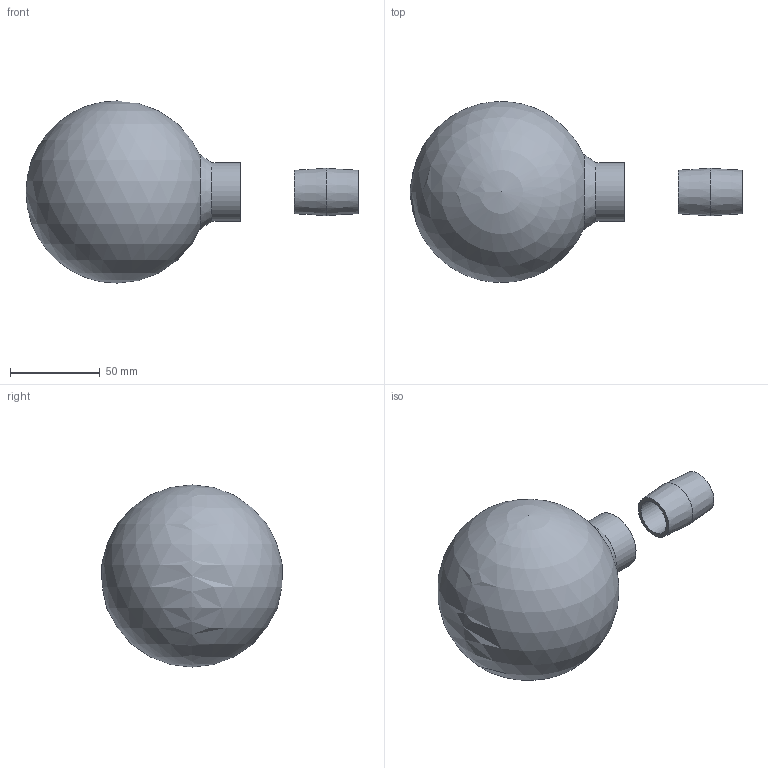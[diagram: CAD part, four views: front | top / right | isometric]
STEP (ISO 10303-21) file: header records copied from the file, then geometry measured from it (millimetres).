
FILE_DESCRIPTION(/* description */ ('Model CT-600S: includes welded stainless float ball and pipe nipple.'),/* implementation_level */ '2;1');
FILE_NAME(/* name */ 'CT-600S.stp',/* time_stamp */ '2017-10-12T08:48:43-04:00',/* author */ ('GL'),/* organization */ ('Conveyor Components Company, Division of Material Control, Inc.'),/* preprocessor_version */ 'ST-DEVELOPER v16.1',/* originating_system */ 'Autodesk Inventor 2016',/* authorisation */ 'GL');
FILE_SCHEMA (('CONFIG_CONTROL_DESIGN'));
Length unit declared in the file: inch
Products named in the file (6): 20027001_Welds; 20027001 BALL; 20027001 HALF COUPLING; 20027001; 20026616; CT-600S
Assembly tree (5 placements, depth 3):
  CT-600S
    20027001
      20027001_Welds
      20027001 BALL
      20027001 HALF COUPLING
    20026616
Bounding box: 185.1 x 100.86 x 101.6 mm (x, y, z)
Volume: 43759.4 mm3; surface area: 75201.9 mm2
Topology: 4 solids, 5 shells, 14 faces, 29 edges, 20 vertices
Faces by surface type: cylinder 4, plane 4, sphere 3, cone 3
Full cylindrical faces by diameter (mm): 19.914 x1, 25.146 x1, 32.766 x2
Entity records: 458 total; most frequent: DIRECTION 82, CARTESIAN_POINT 59, AXIS2_PLACEMENT_3D 41, ORIENTED_EDGE 32, EDGE_LOOP 26, VERTEX_POINT 18, CIRCLE 16, EDGE_CURVE 16
